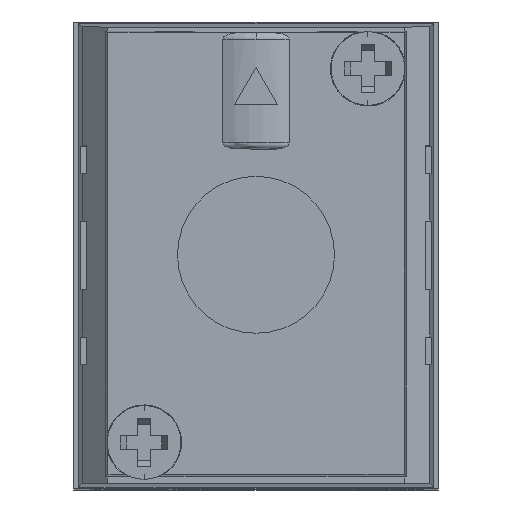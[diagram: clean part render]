
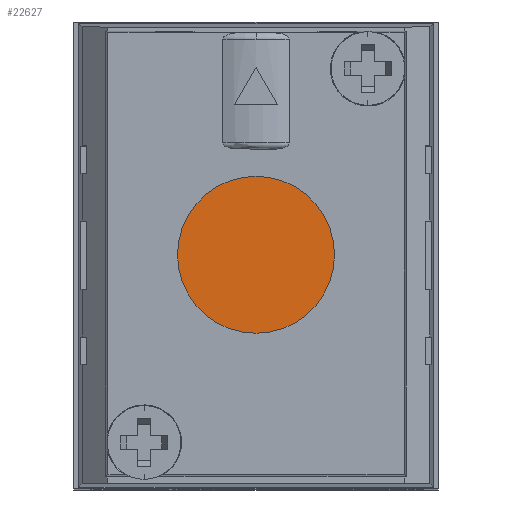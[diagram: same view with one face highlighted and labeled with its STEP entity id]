
A CAD part, top view. The second image highlights one B-rep face of the part: STEP entity #22627.
In plain terms, the highlighted face is planar.
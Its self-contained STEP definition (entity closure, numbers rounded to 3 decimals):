
#5208 = VERTEX_POINT ( 'NONE', #52411 ) ;
#5361 = VERTEX_POINT ( 'NONE', #52564 ) ;
#7720 = EDGE_LOOP ( 'NONE', ( #47254, #47255 ) ) ;
#15376 = CIRCLE ( 'NONE', #42719, 5.75 ) ;
#15441 = CARTESIAN_POINT ( 'NONE',  ( 0., 0., -12.5 ) ) ;
#15443 = DIRECTION ( 'NONE',  ( 0., 0., -1. ) ) ;
#15444 = DIRECTION ( 'NONE',  ( -1., 0., 0. ) ) ;
#18547 = AXIS2_PLACEMENT_3D ( 'NONE', #25544, #25545, #25546 ) ;
#18873 = AXIS2_PLACEMENT_3D ( 'NONE', #45249, #45250, #45251 ) ;
#21972 = EDGE_CURVE ( 'NONE', #5208, #5361, #15376, .T. ) ;
#22627 = ADVANCED_FACE ( 'NONE', ( #23321 ), #25543, .T. ) ;
#23321 = FACE_OUTER_BOUND ( 'NONE', #7720, .T. ) ;
#25543 = PLANE ( 'NONE',  #18547 ) ;
#25544 = CARTESIAN_POINT ( 'NONE',  ( 0., 0., -12.5 ) ) ;
#25545 = DIRECTION ( 'NONE',  ( 0., 0., -1. ) ) ;
#25546 = DIRECTION ( 'NONE',  ( -1., 0., 0. ) ) ;
#36220 = EDGE_CURVE ( 'NONE', #5361, #5208, #43295, .T. ) ;
#42719 = AXIS2_PLACEMENT_3D ( 'NONE', #15441, #15443, #15444 ) ;
#43295 = CIRCLE ( 'NONE', #18873, 5.75 ) ;
#45249 = CARTESIAN_POINT ( 'NONE',  ( 0., 0., -12.5 ) ) ;
#45250 = DIRECTION ( 'NONE',  ( 0., 0., -1. ) ) ;
#45251 = DIRECTION ( 'NONE',  ( -1., 0., 0. ) ) ;
#47254 = ORIENTED_EDGE ( 'NONE', *, *, #21972, .T. ) ;
#47255 = ORIENTED_EDGE ( 'NONE', *, *, #36220, .T. ) ;
#52411 = CARTESIAN_POINT ( 'NONE',  ( -5.75, 0., -12.5 ) ) ;
#52564 = CARTESIAN_POINT ( 'NONE',  ( 5.75, 0., -12.5 ) ) ;
